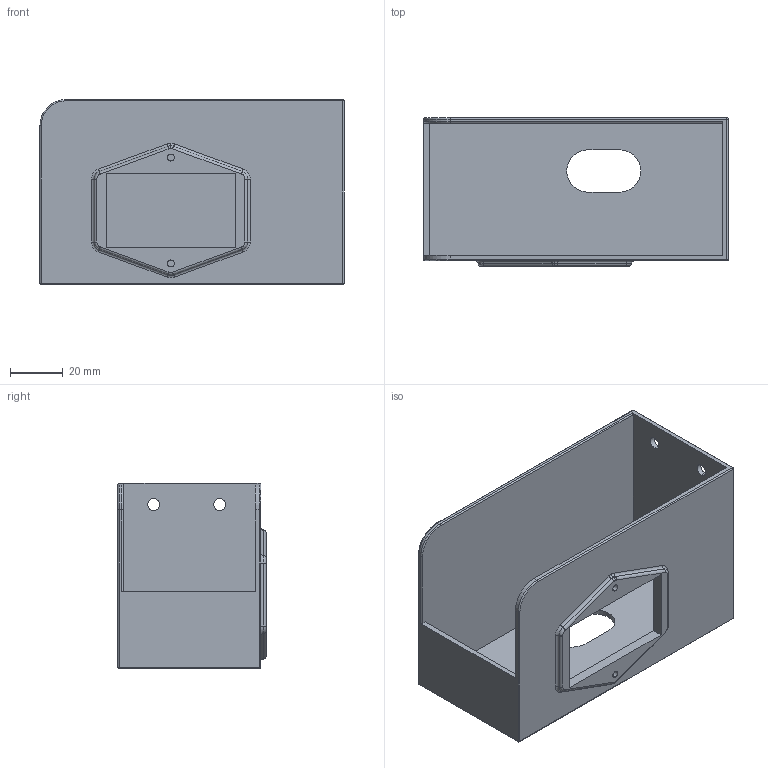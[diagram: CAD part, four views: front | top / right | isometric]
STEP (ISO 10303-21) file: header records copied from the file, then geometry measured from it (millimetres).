
FILE_DESCRIPTION (( 'STEP AP214' ), '1' );
FILE_NAME ('Power holder.step', '2018-06-21T12:59:38', ( 'User' ), ( 'china' ), 'SwSTEP 2.0', 'SolidWorks 2016', '' );
FILE_SCHEMA (( 'AUTOMOTIVE_DESIGN' ));
Length unit declared in the file: millimetre
Products named in the file (1): Power holder
Bounding box: 115 x 56 x 70 mm (x, y, z)
Volume: 51153.3 mm3; surface area: 51186.7 mm2
Topology: 1 solids, 1 shells, 80 faces, 200 edges, 117 vertices
Faces by surface type: cylinder 38, plane 19, torus 17, sphere 6
Entity records: 2402 total; most frequent: DIRECTION 458, CARTESIAN_POINT 392, ORIENTED_EDGE 388, EDGE_CURVE 194, AXIS2_PLACEMENT_3D 183, VERTEX_POINT 117, CIRCLE 102, EDGE_LOOP 93
